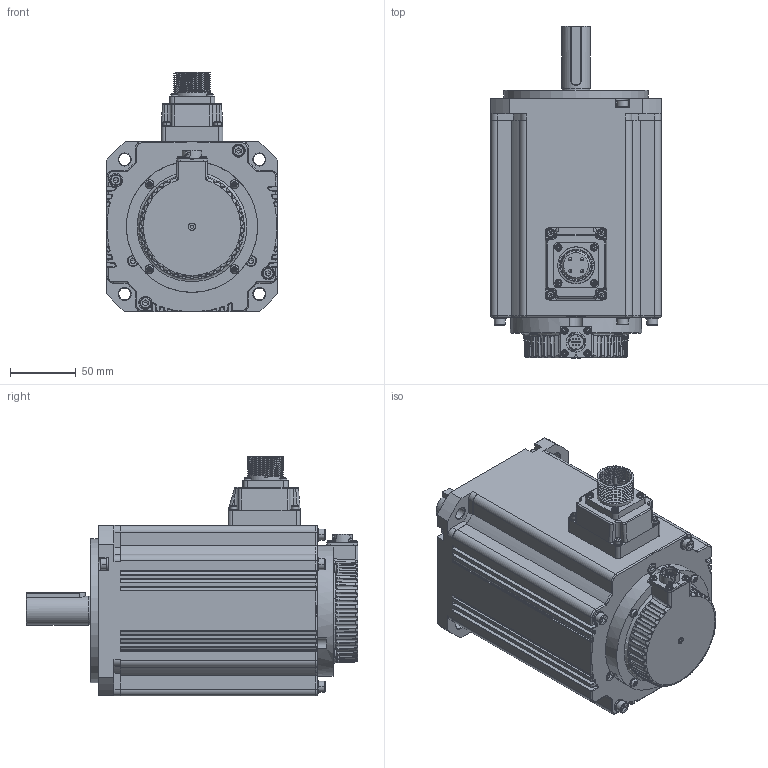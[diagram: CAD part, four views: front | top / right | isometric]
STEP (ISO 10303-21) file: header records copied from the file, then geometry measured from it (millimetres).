
FILE_DESCRIPTION( ('This file contains a STEP AP42 implementation' ,'as created by ZW3D STEP Interface translator.') ,'2;1' );
FILE_NAME( 'X2MG230A-N2LN.stp' ,'22 520.101151', (''), ('ZWCAD Software Co.'), 'Version 1.0', 'ZW3D to STEP translator', '' );
FILE_SCHEMA(('AUTOMOTIVE_DESIGN { 1 0 10303 214 1 1 1 1 }'));
Length unit declared in the file: millimetre
Products named in the file (1): 0
Bounding box: 130 x 253 x 182.94 mm (x, y, z)
Volume: 2818242.4 mm3; surface area: 170108.4 mm2
Topology: 1 solids, 1 shells, 1864 faces, 4864 edges, 3019 vertices
Faces by surface type: plane 662, cylinder 648, bspline 261, torus 154, cone 113, sphere 26
Full cylindrical faces by diameter (mm): 0.8 x4, 1 x10, 2.4 x4, 2.5 x1, 5 x19, 5.5 x1, 6 x20, 6.7 x8, 10 x4, 11.8 x1, 15.2 x1, 19 x1, 21.8 x1, 22 x1, 24 x2, 24.5 x9, 28 x10, 28.6 x1, 35 x1, 98 x1, 110 x1
Entity records: 77577 total; most frequent: CARTESIAN_POINT 31921, ORIENTED_EDGE 9570, DIRECTION 8828, EDGE_CURVE 4785, AXIS2_PLACEMENT_3D 3406, VERTEX_POINT 3019, VECTOR 2016, LINE 2016
